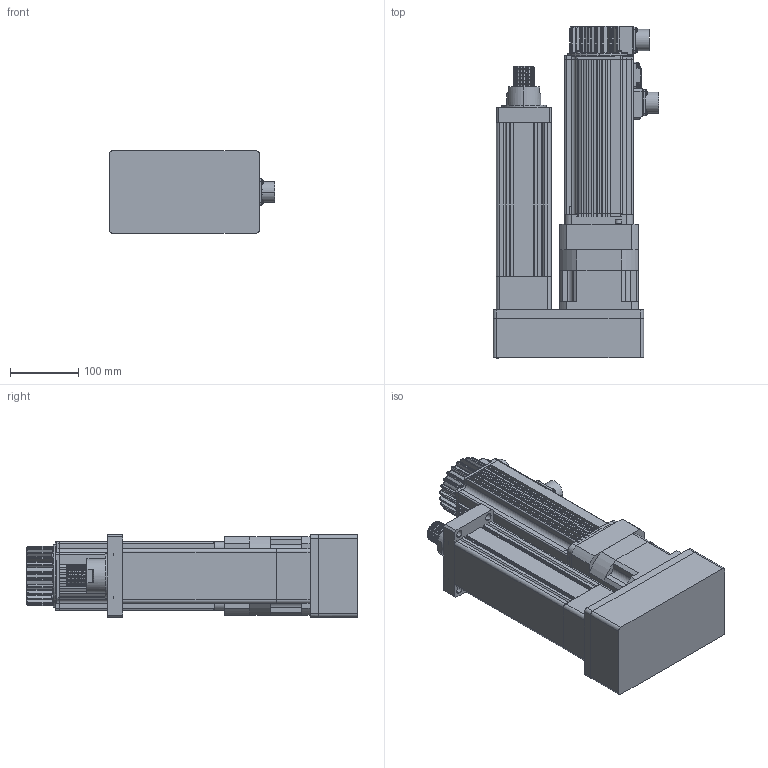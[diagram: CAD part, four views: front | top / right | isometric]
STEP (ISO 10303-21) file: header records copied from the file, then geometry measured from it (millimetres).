
FILE_DESCRIPTION (( 'STEP AP203' ), '1' );
FILE_NAME ('RLA80-10QF-21KN-R100-100mm-s.STEP', '2025-01-09T03:12:18', ( '微软用户' ), ( '微软中国' ), 'SwSTEP 2.0', 'SolidWorks 2022', '' );
FILE_SCHEMA (( 'CONFIG_CONTROL_DESIGN' ));
Length unit declared in the file: millimetre
Products named in the file (26): 15050041-______1_1.stp; 31100134-_______1.stp; 31090129-31090150-____1.stp; PGH115单级(19-95-115-M8); 15050037_______-__-17P_1.stp; 80缸行程100折叠前法兰安装; 31100223-LJ_A00_-I0001_1.stp; 01112720-WXSTEP_B00 (MS1H2-25C30CD-A334Z-S4 整机3D模型)(1).stp; 0620_AF6_4.stp; ________1.stp; 15050041-______ASM_1_ASM.stp; 15050037_______-__-17P_ASM_1_ASM.stp; 15050041-______1.stp; LUODING.stp; RLA80-10QF-21KN-R100-100mm-s; YF-100-15C.stp; MS1H2-25C30CD-A334Z-S4_ASM_1_ASM.stp; 2.5KW-3000带刹车; QDG100-10C.stp; 31100034-____1.stp; 31090618_1.stp; 15050037_______-__-17P_1_1.stp; GB-10010C.stp; 0312-1_AF3_3.stp; 31090131-___1.stp; 22010917_1.stp
Assembly tree (46 placements, depth 6):
  RLA80-10QF-21KN-R100-100mm-s
    80缸行程100折叠前法兰安装
    2.5KW-3000带刹车
      01112720-WXSTEP_B00 (MS1H2-25C30CD-A334Z-S4 整机3D模型)(1).stp
        MS1H2-25C30CD-A334Z-S4_ASM_1_ASM.stp
          15050041-______ASM_1_ASM.stp
            15050041-______1.stp
            15050041-______1_1.stp
          15050037_______-__-17P_ASM_1_ASM.stp
            15050037_______-__-17P_1.stp
            15050037_______-__-17P_1_1.stp
          31090129-31090150-____1.stp
          31100034-____1.stp
          31090131-___1.stp
          31100134-_______1.stp
          ________1.stp
          31100223-LJ_A00_-I0001_1.stp
          22010917_1.stp
          31090618_1.stp
        QDG100-10C.stp
        GB-10010C.stp
        YF-100-15C.stp
        LUODING.stp  x12
        0312-1_AF3_3.stp  x8
        0620_AF6_4.stp  x4
    PGH115单级(19-95-115-M8)
Bounding box: 242.5 x 485 x 120 mm (x, y, z)
Volume: 6729138.7 mm3; surface area: 820383.1 mm2
Topology: 44 solids, 47 shells, 2474 faces, 6138 edges, 3819 vertices
Faces by surface type: cylinder 1078, plane 940, torus 234, sphere 129, cone 76, bspline 17
Entity records: 64336 total; most frequent: CARTESIAN_POINT 14910, DIRECTION 10414, ORIENTED_EDGE 9226, EDGE_CURVE 4615, AXIS2_PLACEMENT_3D 4068, VERTEX_POINT 2880, VECTOR 2278, LINE 2278
